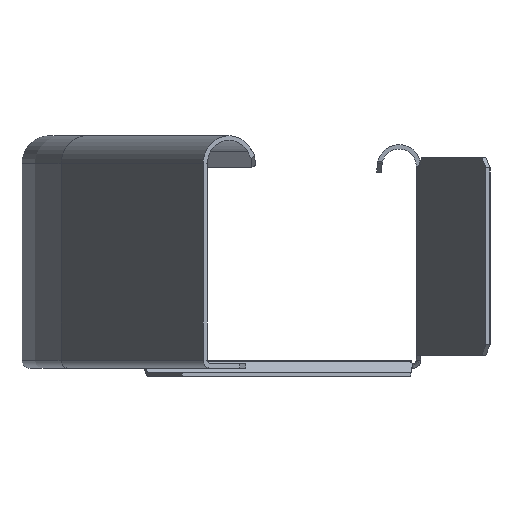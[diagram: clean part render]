
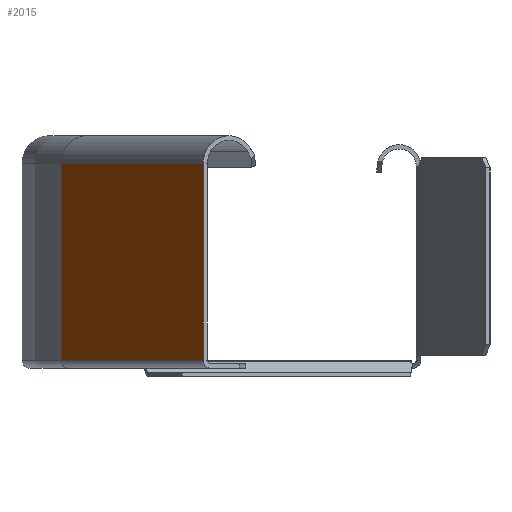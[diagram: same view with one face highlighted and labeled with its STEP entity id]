
A CAD part, left-side view. The second image highlights one B-rep face of the part: STEP entity #2015.
In plain terms, the highlighted face is planar.
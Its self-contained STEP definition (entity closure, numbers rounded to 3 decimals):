
#1354=DIRECTION('',(0.,-1.,0.));
#1355=VECTOR('',#1354,54.5);
#1356=CARTESIAN_POINT('',(14.,56.75,0.));
#1357=LINE('',#1356,#1355);
#1445=DIRECTION('',(0.,0.,-1.));
#1446=VECTOR('',#1445,103.);
#1447=CARTESIAN_POINT('',(14.,56.75,103.));
#1448=LINE('',#1447,#1446);
#1457=DIRECTION('',(0.,0.,1.));
#1458=VECTOR('',#1457,103.);
#1459=CARTESIAN_POINT('',(14.,2.25,0.));
#1460=LINE('',#1459,#1458);
#1633=DIRECTION('',(0.,1.,0.));
#1634=VECTOR('',#1633,54.5);
#1635=CARTESIAN_POINT('',(14.,2.25,103.));
#1636=LINE('',#1635,#1634);
#1769=CARTESIAN_POINT('',(14.,56.75,0.));
#1770=CARTESIAN_POINT('',(14.,2.25,0.));
#1771=VERTEX_POINT('',#1769);
#1772=VERTEX_POINT('',#1770);
#1773=CARTESIAN_POINT('',(14.,56.75,103.));
#1774=VERTEX_POINT('',#1773);
#1794=CARTESIAN_POINT('',(14.,2.25,103.));
#1796=VERTEX_POINT('',#1794);
#2002=CARTESIAN_POINT('',(14.,2.25,103.));
#2003=DIRECTION('',(-1.,0.,0.));
#2004=DIRECTION('',(0.,0.,1.));
#2005=AXIS2_PLACEMENT_3D('',#2002,#2003,#2004);
#2006=PLANE('',#2005);
#2007=ORIENTED_EDGE('',*,*,#1893,.T.);
#2009=ORIENTED_EDGE('',*,*,#2008,.T.);
#2011=ORIENTED_EDGE('',*,*,#2010,.T.);
#2012=ORIENTED_EDGE('',*,*,#1995,.T.);
#2013=EDGE_LOOP('',(#2007,#2009,#2011,#2012));
#2014=FACE_OUTER_BOUND('',#2013,.F.);
#2015=ADVANCED_FACE('',(#2014),#2006,.F.);
#1893=EDGE_CURVE('',#1771,#1772,#1357,.T.);
#1995=EDGE_CURVE('',#1774,#1771,#1448,.T.);
#2008=EDGE_CURVE('',#1772,#1796,#1460,.T.);
#2010=EDGE_CURVE('',#1796,#1774,#1636,.T.);
